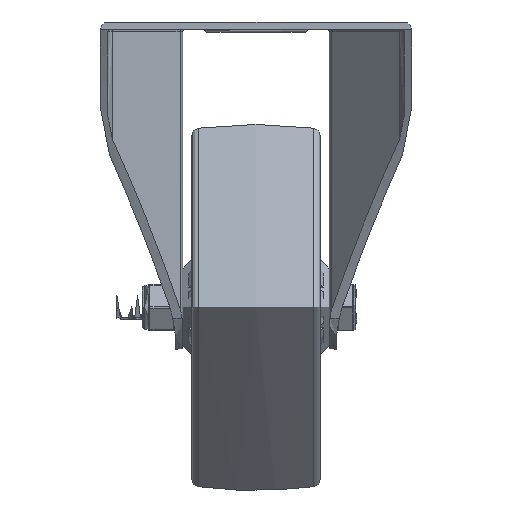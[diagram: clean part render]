
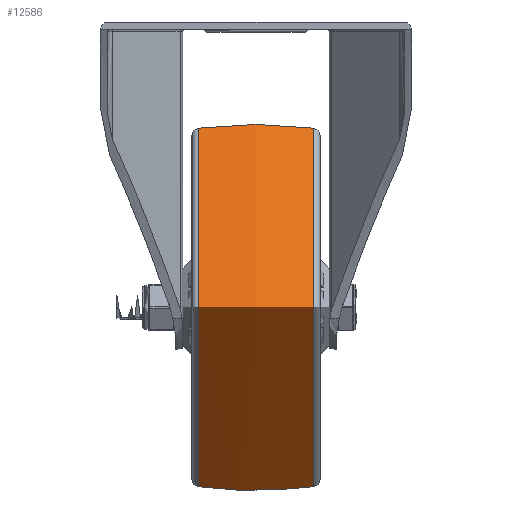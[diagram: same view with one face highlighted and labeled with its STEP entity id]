
A CAD part, left-side view. The second image highlights one B-rep face of the part: STEP entity #12586.
In plain terms, the highlighted free-form (B-spline) face has degree [2, 2] with [3, 9] control points.
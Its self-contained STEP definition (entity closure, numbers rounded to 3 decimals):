
#64=(
BOUNDED_SURFACE()
B_SPLINE_SURFACE(2,2,((#19013,#19014,#19015,#19016,#19017,#19018,#19019,
#19020,#19021),(#19022,#19023,#19024,#19025,#19026,#19027,#19028,#19029,
#19030),(#19031,#19032,#19033,#19034,#19035,#19036,#19037,#19038,#19039)),
 .UNSPECIFIED.,.F.,.T.,.F.)
B_SPLINE_SURFACE_WITH_KNOTS((3,3),(3,2,2,2,3),(-0.128,0.128),
(-3.142,-1.571,0.,1.571,3.142),
 .UNSPECIFIED.)
GEOMETRIC_REPRESENTATION_ITEM()
RATIONAL_B_SPLINE_SURFACE(((1.,0.707,1.,0.707,1.,
0.707,1.,0.707,1.),(0.992,0.701,
0.992,0.701,0.992,0.701,
0.992,0.701,0.992),(1.,0.707,
1.,0.707,1.,0.707,1.,0.707,1.)))
REPRESENTATION_ITEM('')
SURFACE()
);
#1582=FACE_OUTER_BOUND('',#2382,.T.);
#2382=EDGE_LOOP('',(#9218,#9219,#9220,#9221));
#4927=CIRCLE('',#13673,48.988);
#4928=CIRCLE('',#13674,123.125);
#4929=CIRCLE('',#13675,48.988);
#5564=VERTEX_POINT('',#19010);
#5565=VERTEX_POINT('',#19040);
#6941=EDGE_CURVE('',#5564,#5564,#4927,.T.);
#6942=EDGE_CURVE('',#5564,#5565,#4928,.T.);
#6943=EDGE_CURVE('',#5565,#5565,#4929,.T.);
#9218=ORIENTED_EDGE('',*,*,#6941,.F.);
#9219=ORIENTED_EDGE('',*,*,#6942,.T.);
#9220=ORIENTED_EDGE('',*,*,#6943,.T.);
#9221=ORIENTED_EDGE('',*,*,#6942,.F.);
#12586=ADVANCED_FACE('',(#1582),#64,.F.);
#13673=AXIS2_PLACEMENT_3D('',#19012,#15349,#15350);
#13674=AXIS2_PLACEMENT_3D('',#19041,#15351,#15352);
#13675=AXIS2_PLACEMENT_3D('',#19042,#15353,#15354);
#15349=DIRECTION('center_axis',(0.,1.,0.));
#15350=DIRECTION('ref_axis',(0.,0.,
1.));
#15351=DIRECTION('center_axis',(-1.,0.,0.));
#15352=DIRECTION('ref_axis',(0.,0.,
-1.));
#15353=DIRECTION('center_axis',(0.,1.,0.));
#15354=DIRECTION('ref_axis',(0.,0.,
1.));
#19010=CARTESIAN_POINT('',(0.,15.756,-48.988));
#19012=CARTESIAN_POINT('Origin',(0.,15.756,
0.));
#19013=CARTESIAN_POINT('Ctrl Pts',(0.,-15.756,
-48.988));
#19014=CARTESIAN_POINT('Ctrl Pts',(-48.988,-15.756,
-48.988));
#19015=CARTESIAN_POINT('Ctrl Pts',(-48.988,-15.756,
0.));
#19016=CARTESIAN_POINT('Ctrl Pts',(-48.988,-15.756,
48.988));
#19017=CARTESIAN_POINT('Ctrl Pts',(0.,-15.756,
48.988));
#19018=CARTESIAN_POINT('Ctrl Pts',(48.988,-15.756,48.988));
#19019=CARTESIAN_POINT('Ctrl Pts',(48.988,-15.756,0.));
#19020=CARTESIAN_POINT('Ctrl Pts',(48.988,-15.756,-48.988));
#19021=CARTESIAN_POINT('Ctrl Pts',(0.,-15.756,
-48.988));
#19022=CARTESIAN_POINT('Ctrl Pts',(0.,0.,
-51.021));
#19023=CARTESIAN_POINT('Ctrl Pts',(-51.021,0.,
-51.021));
#19024=CARTESIAN_POINT('Ctrl Pts',(-51.021,0.,
0.));
#19025=CARTESIAN_POINT('Ctrl Pts',(-51.021,0.,
51.021));
#19026=CARTESIAN_POINT('Ctrl Pts',(0.,0.,
51.021));
#19027=CARTESIAN_POINT('Ctrl Pts',(51.021,0.,
51.021));
#19028=CARTESIAN_POINT('Ctrl Pts',(51.021,0.,
0.));
#19029=CARTESIAN_POINT('Ctrl Pts',(51.021,0.,
-51.021));
#19030=CARTESIAN_POINT('Ctrl Pts',(0.,0.,
-51.021));
#19031=CARTESIAN_POINT('Ctrl Pts',(0.,15.756,
-48.988));
#19032=CARTESIAN_POINT('Ctrl Pts',(-48.988,15.756,-48.988));
#19033=CARTESIAN_POINT('Ctrl Pts',(-48.988,15.756,0.));
#19034=CARTESIAN_POINT('Ctrl Pts',(-48.988,15.756,48.988));
#19035=CARTESIAN_POINT('Ctrl Pts',(0.,15.756,
48.988));
#19036=CARTESIAN_POINT('Ctrl Pts',(48.988,15.756,48.988));
#19037=CARTESIAN_POINT('Ctrl Pts',(48.988,15.756,0.));
#19038=CARTESIAN_POINT('Ctrl Pts',(48.988,15.756,-48.988));
#19039=CARTESIAN_POINT('Ctrl Pts',(0.,15.756,
-48.988));
#19040=CARTESIAN_POINT('',(0.,-15.756,-48.988));
#19041=CARTESIAN_POINT('Origin',(0.,0.,
73.125));
#19042=CARTESIAN_POINT('Origin',(0.,-15.756,
0.));
